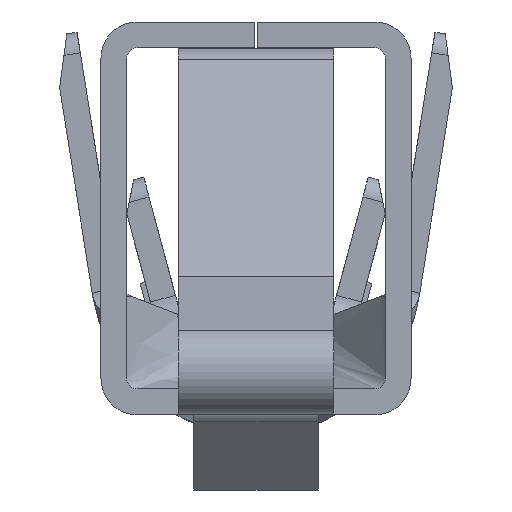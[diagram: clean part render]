
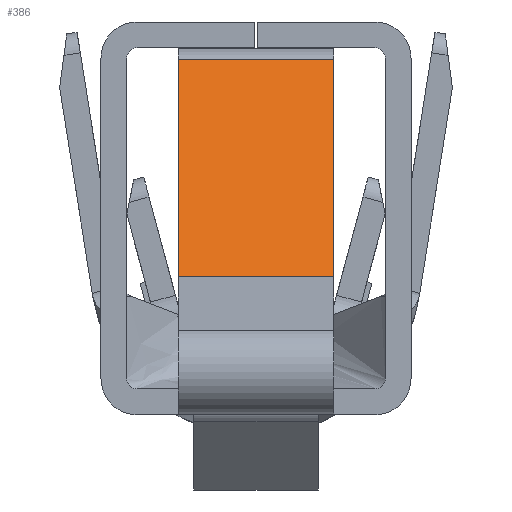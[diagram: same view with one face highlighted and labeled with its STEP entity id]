
A CAD part, front view. The second image highlights one B-rep face of the part: STEP entity #386.
In plain terms, the highlighted planar face has unit normal (0, -0.662, 0.749).
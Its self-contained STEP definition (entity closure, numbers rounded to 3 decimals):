
#266=CARTESIAN_POINT('',(0.648,-0.069,-0.489));
#267=VERTEX_POINT('',#266);
#274=CARTESIAN_POINT('',(-0.648,-0.069,-0.489));
#275=VERTEX_POINT('',#274);
#276=CARTESIAN_POINT('',(0.648,-0.069,-0.489));
#277=DIRECTION('',(-1.,0.,0.));
#278=VECTOR('',#277,1.295);
#279=LINE('',#276,#278);
#280=EDGE_CURVE('',#267,#275,#279,.T.);
#356=CARTESIAN_POINT('',(0.,0.942,0.404));
#357=DIRECTION('',(1.,0.,0.));
#358=DIRECTION('',(0.,-0.662,0.749));
#359=AXIS2_PLACEMENT_3D('',#356,#358,#357);
#360=PLANE('',#359);
#361=CARTESIAN_POINT('',(-0.648,1.988,1.329));
#362=VERTEX_POINT('',#361);
#363=CARTESIAN_POINT('',(-0.648,1.988,1.329));
#364=DIRECTION('',(0.,-0.749,-0.662));
#365=VECTOR('',#364,2.745);
#366=LINE('',#363,#365);
#367=EDGE_CURVE('',#362,#275,#366,.T.);
#368=ORIENTED_EDGE('',*,*,#367,.T.);
#369=ORIENTED_EDGE('',*,*,#280,.F.);
#370=CARTESIAN_POINT('',(0.648,1.988,1.329));
#371=VERTEX_POINT('',#370);
#372=CARTESIAN_POINT('',(0.648,-0.069,-0.489));
#373=DIRECTION('',(0.,0.749,0.662));
#374=VECTOR('',#373,2.745);
#375=LINE('',#372,#374);
#376=EDGE_CURVE('',#267,#371,#375,.T.);
#377=ORIENTED_EDGE('',*,*,#376,.T.);
#378=CARTESIAN_POINT('',(0.648,1.988,1.329));
#379=DIRECTION('',(-1.,0.,0.));
#380=VECTOR('',#379,1.295);
#381=LINE('',#378,#380);
#382=EDGE_CURVE('',#371,#362,#381,.T.);
#383=ORIENTED_EDGE('',*,*,#382,.T.);
#384=EDGE_LOOP('',(#368,#369,#377,#383));
#385=FACE_OUTER_BOUND('',#384,.T.);
#386=ADVANCED_FACE('',(#385),#360,.T.);
